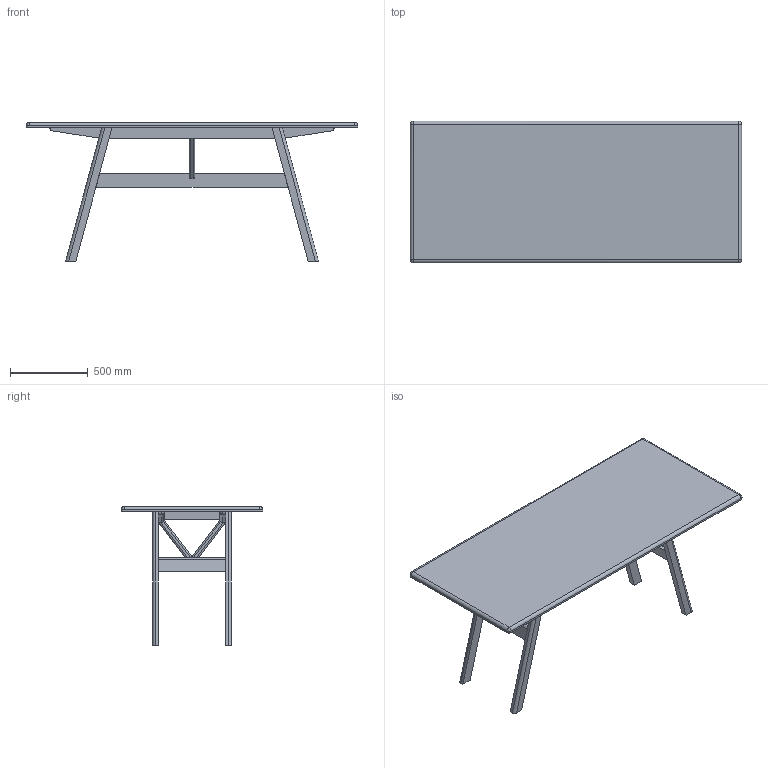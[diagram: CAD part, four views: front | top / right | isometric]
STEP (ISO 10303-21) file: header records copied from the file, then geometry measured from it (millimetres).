
FILE_DESCRIPTION(/* description */ (''),/* implementation_level */ '2;1');
FILE_NAME(/* name */ 'Kant_CB-393-90H_3D',/* time_stamp */ '2023-10-06T13:46:29+02:00',/* author */ (''),/* organization */ (''),/* preprocessor_version */ 'ST-DEVELOPER v16.5',/* originating_system */ 'Rhino 7.31',/* authorisation */ '');
FILE_SCHEMA (('AUTOMOTIVE_DESIGN'));
Length unit declared in the file: centimetre
Products named in the file (2): Document; Kant_CB-393-90H
Assembly tree (1 placements, depth 2):
  Document
    Kant_CB-393-90H
Bounding box: 2134 x 914 x 894 mm (x, y, z)
Volume: 92358469.4 mm3; surface area: 6791290.9 mm2
Topology: 19 solids, 23 shells, 180 faces, 390 edges, 252 vertices
Faces by surface type: plane 134, cylinder 38, bspline 8
Entity records: 4942 total; most frequent: CARTESIAN_POINT 1825, ORIENTED_EDGE 768, EDGE_CURVE 390, B_SPLINE_CURVE_WITH_KNOTS 346, VERTEX_POINT 252, DIRECTION 182, ADVANCED_FACE 180, FACE_OUTER_BOUND 180
